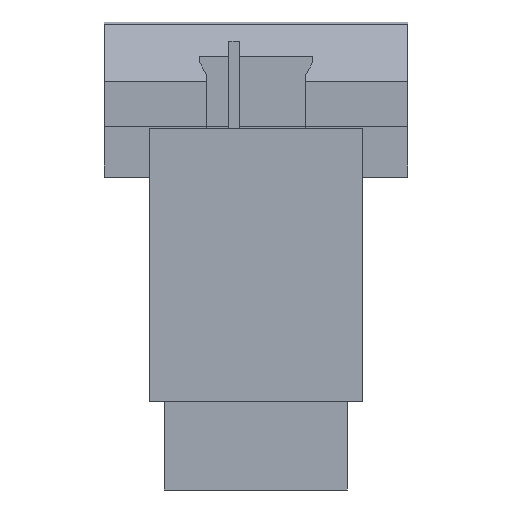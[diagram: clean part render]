
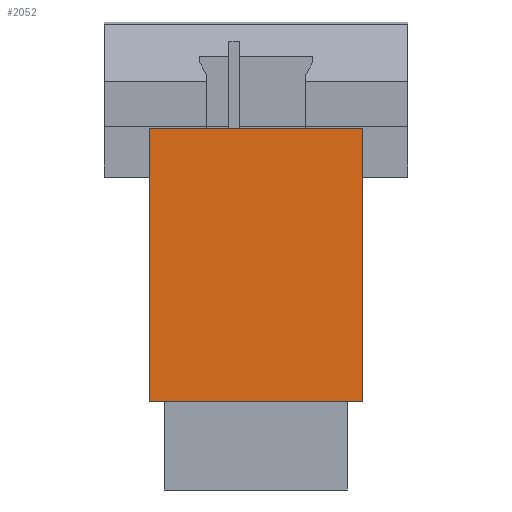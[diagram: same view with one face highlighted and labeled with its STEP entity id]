
A CAD part, front view. The second image highlights one B-rep face of the part: STEP entity #2052.
In plain terms, the highlighted planar face has unit normal (0, -1, 0).
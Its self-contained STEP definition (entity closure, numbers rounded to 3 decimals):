
#117=FACE_OUTER_BOUND('',#237,.T.);
#237=EDGE_LOOP('',(#1465,#1466,#1467,#1468));
#356=LINE('',#2811,#609);
#373=LINE('',#2845,#626);
#415=LINE('',#3182,#668);
#416=LINE('',#3184,#669);
#609=VECTOR('',#2311,10.);
#626=VECTOR('',#2334,10.);
#668=VECTOR('',#2406,10.);
#669=VECTOR('',#2409,10.);
#856=VERTEX_POINT('',#2805);
#858=VERTEX_POINT('',#2809);
#872=VERTEX_POINT('',#2843);
#916=VERTEX_POINT('',#3180);
#1054=EDGE_CURVE('',#856,#858,#356,.T.);
#1071=EDGE_CURVE('',#858,#872,#373,.T.);
#1121=EDGE_CURVE('',#916,#872,#415,.T.);
#1122=EDGE_CURVE('',#856,#916,#416,.T.);
#1465=ORIENTED_EDGE('',*,*,#1054,.T.);
#1466=ORIENTED_EDGE('',*,*,#1071,.T.);
#1467=ORIENTED_EDGE('',*,*,#1121,.F.);
#1468=ORIENTED_EDGE('',*,*,#1122,.F.);
#1959=PLANE('',#2188);
#2052=ADVANCED_FACE('',(#117),#1959,.T.);
#2188=AXIS2_PLACEMENT_3D('',#3193,#2417,#2418);
#2311=DIRECTION('',(1.,0.,0.));
#2334=DIRECTION('',(0.,0.,1.));
#2406=DIRECTION('',(1.,0.,0.));
#2409=DIRECTION('',(0.,0.,1.));
#2417=DIRECTION('center_axis',(0.,-1.,0.));
#2418=DIRECTION('ref_axis',(1.,0.,0.));
#2805=CARTESIAN_POINT('',(-44.04,-22.,0.));
#2809=CARTESIAN_POINT('',(44.04,-22.,0.));
#2811=CARTESIAN_POINT('',(-44.04,-22.,0.));
#2843=CARTESIAN_POINT('',(44.04,-22.,113.));
#2845=CARTESIAN_POINT('',(44.04,-22.,0.));
#3180=CARTESIAN_POINT('',(-44.04,-22.,113.));
#3182=CARTESIAN_POINT('',(-44.04,-22.,113.));
#3184=CARTESIAN_POINT('',(-44.04,-22.,0.));
#3193=CARTESIAN_POINT('Origin',(-44.04,-22.,0.));
